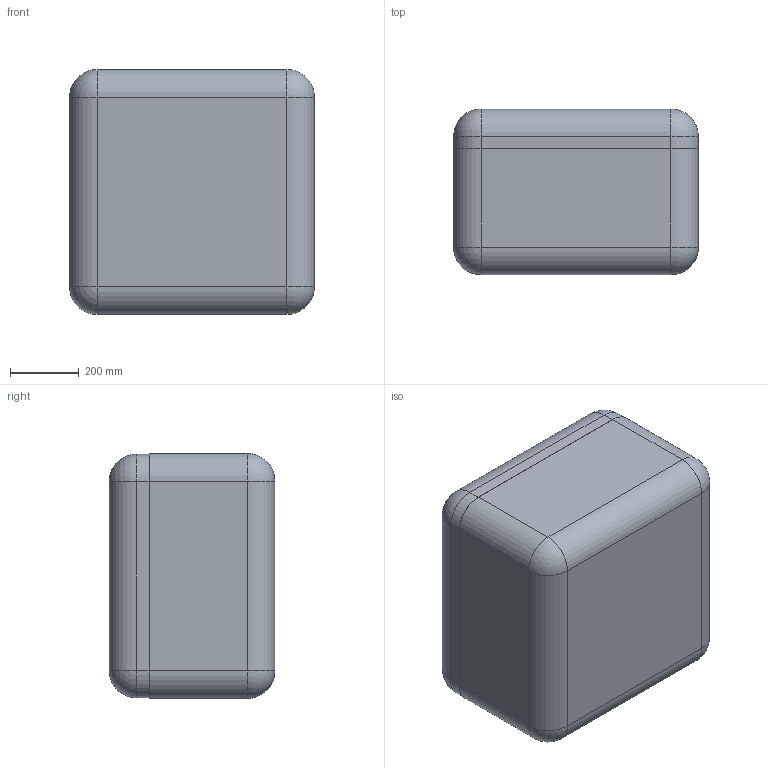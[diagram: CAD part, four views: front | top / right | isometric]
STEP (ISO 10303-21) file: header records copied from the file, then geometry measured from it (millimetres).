
FILE_DESCRIPTION (( 'STEP AP214' ), '1' );
FILE_NAME ('Êåéñ Ê-787 óïð.STEP', '2025-08-14T07:07:22', ( '' ), ( '' ), 'SwSTEP 2.0', 'SolidWorks 2021', '' );
FILE_SCHEMA (( 'AUTOMOTIVE_DESIGN' ));
Length unit declared in the file: millimetre
Products named in the file (3): eBom-prt0.stp; Êåéñ Ê-787 óïð; eBom-prt1.stp
Assembly tree (2 placements, depth 2):
  Êåéñ Ê-787 óïð
    eBom-prt0.stp
    eBom-prt1.stp
Bounding box: 712.2 x 481.64 x 712.47 mm (x, y, z)
Volume: 93093353.3 mm3; surface area: 3888877.1 mm2
Topology: 1 solids, 30 shells, 2855 faces, 7259 edges, 4458 vertices
Faces by surface type: bspline 937, plane 909, cylinder 757, torus 120, sphere 98, cone 34
Entity records: 150890 total; most frequent: CARTESIAN_POINT 96082, ORIENTED_EDGE 14291, EDGE_CURVE 7219, DIRECTION 6712, B_SPLINE_CURVE_WITH_KNOTS 4611, VERTEX_POINT 4459, EDGE_LOOP 2949, ADVANCED_FACE 2855
